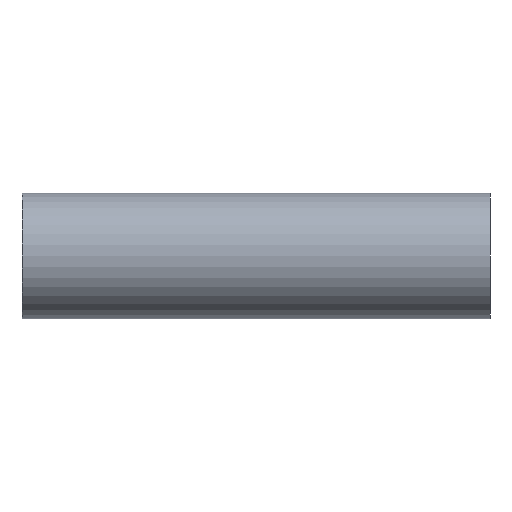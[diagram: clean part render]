
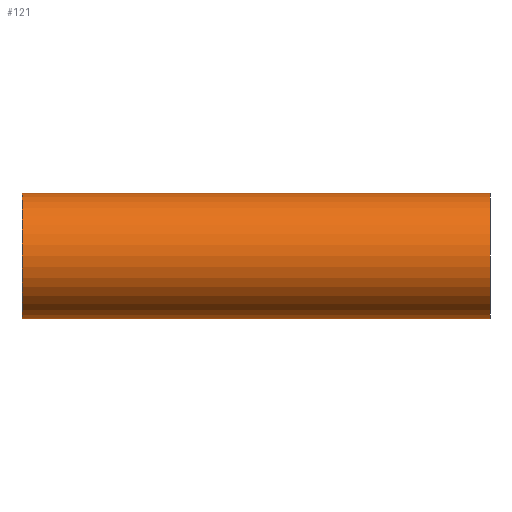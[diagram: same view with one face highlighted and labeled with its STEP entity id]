
A CAD part, left-side view. The second image highlights one B-rep face of the part: STEP entity #121.
In plain terms, the highlighted cylindrical face has radius 12.5 mm (diameter 25 mm), a partial arc.
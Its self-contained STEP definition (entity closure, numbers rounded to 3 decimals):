
#8 = AXIS2_PLACEMENT_3D ( 'NONE', #34, #100, #194 ) ;
#20 = ORIENTED_EDGE ( 'NONE', *, *, #30, .T. ) ;
#27 = AXIS2_PLACEMENT_3D ( 'NONE', #167, #212, #104 ) ;
#30 = EDGE_CURVE ( 'NONE', #198, #145, #211, .T. ) ;
#34 = CARTESIAN_POINT ( 'NONE',  ( 0., 93., 0. ) ) ;
#46 = CARTESIAN_POINT ( 'NONE',  ( 0., 0., 0. ) ) ;
#47 = CARTESIAN_POINT ( 'NONE',  ( 0., 0., -12.5 ) ) ;
#55 = VERTEX_POINT ( 'NONE', #133 ) ;
#56 = VERTEX_POINT ( 'NONE', #99 ) ;
#63 = FACE_OUTER_BOUND ( 'NONE', #178, .T. ) ;
#71 = LINE ( 'NONE', #155, #94 ) ;
#79 = DIRECTION ( 'NONE',  ( 0., 1., 0. ) ) ;
#85 = CARTESIAN_POINT ( 'NONE',  ( 0., 93., -12.5 ) ) ;
#93 = ORIENTED_EDGE ( 'NONE', *, *, #193, .T. ) ;
#94 = VECTOR ( 'NONE', #209, 1000. ) ;
#99 = CARTESIAN_POINT ( 'NONE',  ( 0., 93., 12.5 ) ) ;
#100 = DIRECTION ( 'NONE',  ( 0., -1., 0. ) ) ;
#101 = CARTESIAN_POINT ( 'NONE',  ( 0., 0., 12.5 ) ) ;
#104 = DIRECTION ( 'NONE',  ( 0., 0., 1. ) ) ;
#120 = CYLINDRICAL_SURFACE ( 'NONE', #8, 12.5 ) ;
#121 = ADVANCED_FACE ( 'NONE', ( #63 ), #120, .T. ) ;
#126 = CIRCLE ( 'NONE', #27, 12.5 ) ;
#133 = CARTESIAN_POINT ( 'NONE',  ( 0., 93., -12.5 ) ) ;
#140 = LINE ( 'NONE', #85, #186 ) ;
#145 = VERTEX_POINT ( 'NONE', #101 ) ;
#155 = CARTESIAN_POINT ( 'NONE',  ( 0., 93., 12.5 ) ) ;
#163 = DIRECTION ( 'NONE',  ( 0., 0., 1. ) ) ;
#167 = CARTESIAN_POINT ( 'NONE',  ( 0., 93., 0. ) ) ;
#168 = AXIS2_PLACEMENT_3D ( 'NONE', #46, #79, #163 ) ;
#169 = DIRECTION ( 'NONE',  ( 0., -1., 0. ) ) ;
#178 = EDGE_LOOP ( 'NONE', ( #187, #189, #93, #20 ) ) ;
#186 = VECTOR ( 'NONE', #169, 1000. ) ;
#187 = ORIENTED_EDGE ( 'NONE', *, *, #197, .F. ) ;
#189 = ORIENTED_EDGE ( 'NONE', *, *, #214, .F. ) ;
#193 = EDGE_CURVE ( 'NONE', #55, #198, #140, .T. ) ;
#194 = DIRECTION ( 'NONE',  ( 0., 0., -1. ) ) ;
#197 = EDGE_CURVE ( 'NONE', #56, #145, #71, .T. ) ;
#198 = VERTEX_POINT ( 'NONE', #47 ) ;
#209 = DIRECTION ( 'NONE',  ( 0., -1., 0. ) ) ;
#211 = CIRCLE ( 'NONE', #168, 12.5 ) ;
#212 = DIRECTION ( 'NONE',  ( 0., 1., 0. ) ) ;
#214 = EDGE_CURVE ( 'NONE', #55, #56, #126, .T. ) ;
